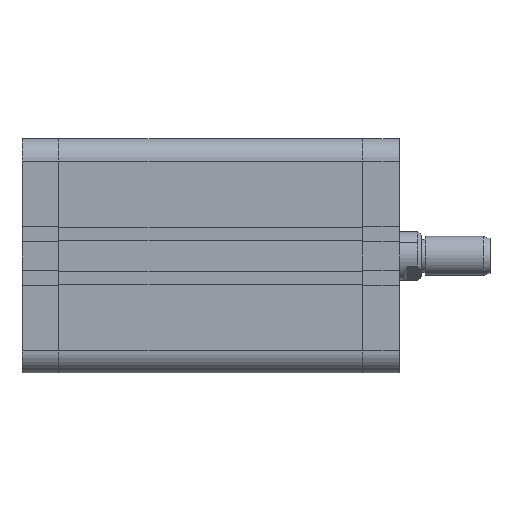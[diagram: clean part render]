
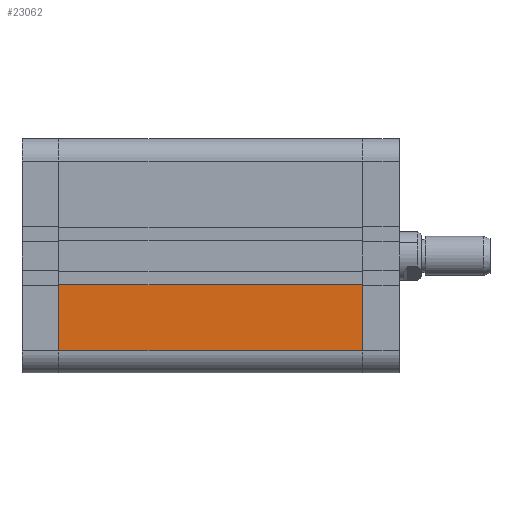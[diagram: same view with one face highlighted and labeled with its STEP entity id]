
A CAD part, front view. The second image highlights one B-rep face of the part: STEP entity #23062.
In plain terms, the highlighted planar face has unit normal (0, -1, 0).
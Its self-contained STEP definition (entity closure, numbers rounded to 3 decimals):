
#505 = DIRECTION ( 'NONE',  ( -1., 0., 0. ) ) ;
#707 = CARTESIAN_POINT ( 'NONE',  ( 124., -47.75, -47.75 ) ) ;
#1193 = LINE ( 'NONE', #3717, #26729 ) ;
#3717 = CARTESIAN_POINT ( 'NONE',  ( 0., -47.75, -47.75 ) ) ;
#4479 = DIRECTION ( 'NONE',  ( 0., 1., 0. ) ) ;
#6087 = DIRECTION ( 'NONE',  ( 0., 0., -1. ) ) ;
#7598 = EDGE_CURVE ( 'NONE', #18699, #30779, #33256, .T. ) ;
#10620 = VECTOR ( 'NONE', #505, 1000. ) ;
#11301 = EDGE_CURVE ( 'NONE', #26308, #16093, #35107, .T. ) ;
#12379 = DIRECTION ( 'NONE',  ( 0., 0., -1. ) ) ;
#13668 = VECTOR ( 'NONE', #21053, 1000. ) ;
#13813 = CARTESIAN_POINT ( 'NONE',  ( 124., -47.75, -38.75 ) ) ;
#13846 = CARTESIAN_POINT ( 'NONE',  ( 124., -47.75, -11.8 ) ) ;
#16093 = VERTEX_POINT ( 'NONE', #13813 ) ;
#16196 = ORIENTED_EDGE ( 'NONE', *, *, #18761, .F. ) ;
#17615 = DIRECTION ( 'NONE',  ( 0., 0., 1. ) ) ;
#18334 = ORIENTED_EDGE ( 'NONE', *, *, #11301, .T. ) ;
#18699 = VERTEX_POINT ( 'NONE', #13846 ) ;
#18761 = EDGE_CURVE ( 'NONE', #18699, #16093, #27695, .T. ) ;
#19952 = CARTESIAN_POINT ( 'NONE',  ( 0., -47.75, -38.75 ) ) ;
#20294 = FACE_OUTER_BOUND ( 'NONE', #32359, .T. ) ;
#20473 = PLANE ( 'NONE',  #33530 ) ;
#20620 = CARTESIAN_POINT ( 'NONE',  ( 0., -47.75, -11.8 ) ) ;
#21053 = DIRECTION ( 'NONE',  ( 1., 0., 0. ) ) ;
#23062 = ADVANCED_FACE ( 'NONE', ( #20294 ), #20473, .F. ) ;
#25136 = CARTESIAN_POINT ( 'NONE',  ( 124.001, -47.75, -11.8 ) ) ;
#26308 = VERTEX_POINT ( 'NONE', #19952 ) ;
#26729 = VECTOR ( 'NONE', #6087, 1000. ) ;
#26983 = CARTESIAN_POINT ( 'NONE',  ( 124., -47.75, -38.75 ) ) ;
#27035 = VECTOR ( 'NONE', #12379, 1000. ) ;
#27695 = LINE ( 'NONE', #707, #27035 ) ;
#27836 = EDGE_CURVE ( 'NONE', #30779, #26308, #1193, .T. ) ;
#30779 = VERTEX_POINT ( 'NONE', #20620 ) ;
#31464 = CARTESIAN_POINT ( 'NONE',  ( 124., -47.75, -47.75 ) ) ;
#31963 = ORIENTED_EDGE ( 'NONE', *, *, #7598, .T. ) ;
#32359 = EDGE_LOOP ( 'NONE', ( #31963, #33170, #18334, #16196 ) ) ;
#33170 = ORIENTED_EDGE ( 'NONE', *, *, #27836, .T. ) ;
#33256 = LINE ( 'NONE', #25136, #10620 ) ;
#33530 = AXIS2_PLACEMENT_3D ( 'NONE', #31464, #4479, #17615 ) ;
#35107 = LINE ( 'NONE', #26983, #13668 ) ;
